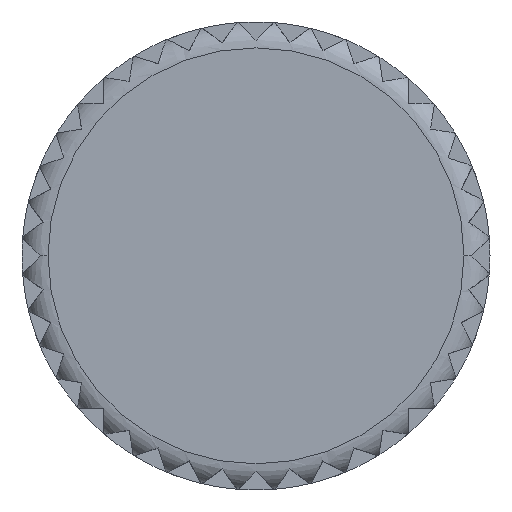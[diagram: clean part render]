
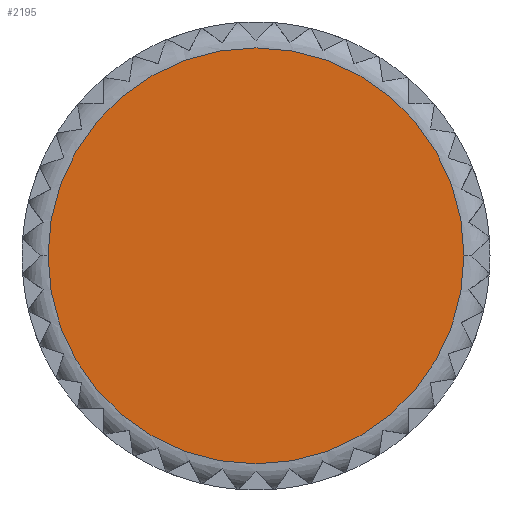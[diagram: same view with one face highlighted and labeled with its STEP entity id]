
A CAD part, top view. The second image highlights one B-rep face of the part: STEP entity #2195.
In plain terms, the highlighted planar face has unit normal (0, 0, 1).
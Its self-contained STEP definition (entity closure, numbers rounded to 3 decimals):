
#1377=VERTEX_POINT('',#3386);
#2165=EDGE_CURVE('',#1377,#2213,#4235,.T.);
#2195=ADVANCED_FACE('',(#4268),#4269,.T.);
#2213=VERTEX_POINT('',#4288);
#2635=EDGE_CURVE('',#2213,#1377,#4762,.T.);
#3386=CARTESIAN_POINT('',(-8.0,0.,26.0));
#4235=CIRCLE('',#7551,8.0);
#4268=FACE_OUTER_BOUND('',#7624,.T.);
#4269=PLANE('',#7625);
#4288=CARTESIAN_POINT('',(8.0,0.,26.0));
#4762=CIRCLE('',#8617,8.0);
#7551=AXIS2_PLACEMENT_3D('',#10637,#10638,#10639);
#7624=EDGE_LOOP('',(#10674,#10675));
#7625=AXIS2_PLACEMENT_3D('',#10676,#10677,#10678);
#8617=AXIS2_PLACEMENT_3D('',#11292,#11293,#11294);
#10637=CARTESIAN_POINT('',(0.0,0.,26.0));
#10638=DIRECTION('',(0.0,0.0,1.0));
#10639=DIRECTION('',(-1.0,0.,0.0));
#10674=ORIENTED_EDGE('',*,*,#2165,.T.);
#10675=ORIENTED_EDGE('',*,*,#2635,.T.);
#10676=CARTESIAN_POINT('',(-4.0,0.,26.0));
#10677=DIRECTION('',(0.0,0.0,1.0));
#10678=DIRECTION('',(-1.0,0.,0.0));
#11292=CARTESIAN_POINT('',(0.0,0.,26.0));
#11293=DIRECTION('',(0.0,0.0,1.0));
#11294=DIRECTION('',(-1.0,0.,0.0));
